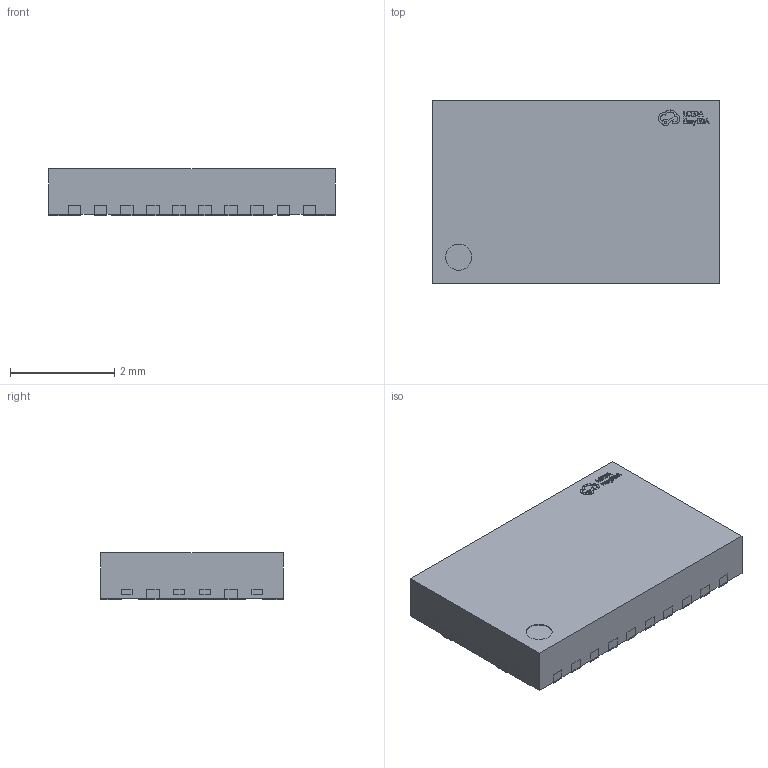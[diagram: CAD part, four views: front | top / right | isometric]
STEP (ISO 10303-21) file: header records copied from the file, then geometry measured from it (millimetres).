
FILE_DESCRIPTION (( 'STEP AP214' ), '1' );
FILE_NAME ('DHVQFN24_L5.5-W3.5-H0.9-P0.50-BL-EP.step', '2022-07-15T02:25:43', ( '' ), ( '' ), 'SwSTEP 2.0', 'SolidWorks 2020', '' );
FILE_SCHEMA (( 'AUTOMOTIVE_DESIGN' ));
Length unit declared in the file: millimetre
Products named in the file (1): DHVQFN24_L5.5-W3.5-H0.9-P0.50-BL-EP
Bounding box: 5.5 x 3.5 x 0.91 mm (x, y, z)
Surface area: 86.3 mm2
Topology: 50 solids, 50 shells, 835 faces, 2132 edges, 1432 vertices
Faces by surface type: plane 577, cylinder 146, bspline 112
Entity records: 35313 total; most frequent: CARTESIAN_POINT 6504, ORIENTED_EDGE 4264, DIRECTION 3644, EDGE_CURVE 2132, VECTOR 1612, LINE 1612, VERTEX_POINT 1432, AXIS2_PLACEMENT_3D 1016
